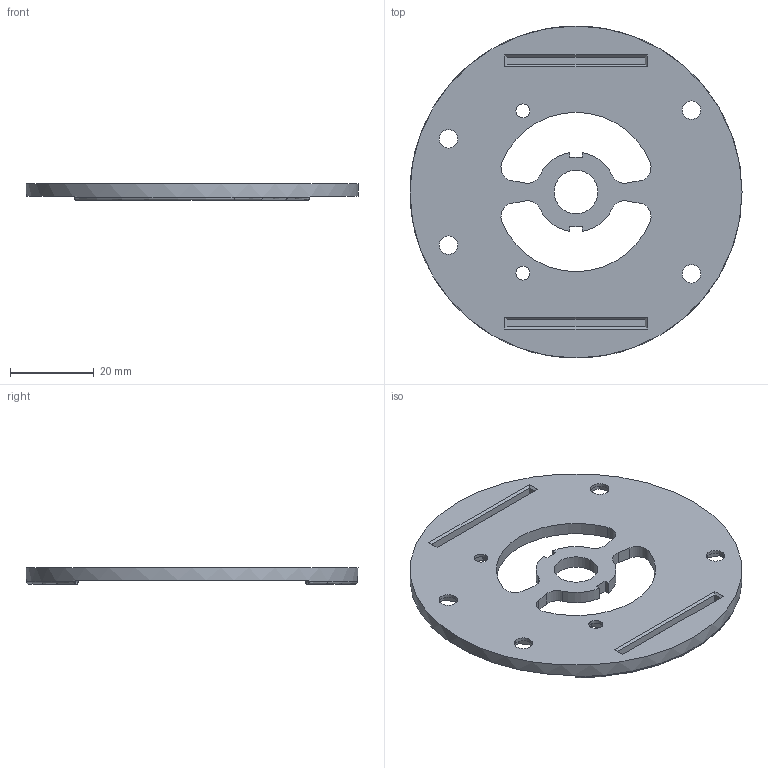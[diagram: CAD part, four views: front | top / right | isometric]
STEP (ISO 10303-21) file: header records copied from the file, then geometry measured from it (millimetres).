
FILE_DESCRIPTION(/* description */ (''),/* implementation_level */ '2;1');
FILE_NAME(/* name */ 'base_2.stp',/* time_stamp */ '2020-04-18T10:56:50-05:00',/* author */ ('qiyua'),/* organization */ (''),/* preprocessor_version */ 'ST-DEVELOPER v17.2',/* originating_system */ 'Autodesk Inventor 2019',/* authorisation */ '');
FILE_SCHEMA (('AUTOMOTIVE_DESIGN { 1 0 10303 214 3 1 1 }'));
Length unit declared in the file: inch
Products named in the file (1): base_2
Bounding box: 79.38 x 79.38 x 4 mm (x, y, z)
Volume: 11531.7 mm3; surface area: 10359 mm2
Topology: 1 solids, 1 shells, 108 faces, 292 edges, 194 vertices
Faces by surface type: plane 76, cylinder 28, torus 4
Full cylindrical faces by diameter (mm): 3.3 x2, 4.4 x4, 10.477 x1, 79.375 x1
Entity records: 3558 total; most frequent: CARTESIAN_POINT 703, ORIENTED_EDGE 584, DIRECTION 562, EDGE_CURVE 292, LINE 208, VECTOR 208, VERTEX_POINT 194, AXIS2_PLACEMENT_3D 177
